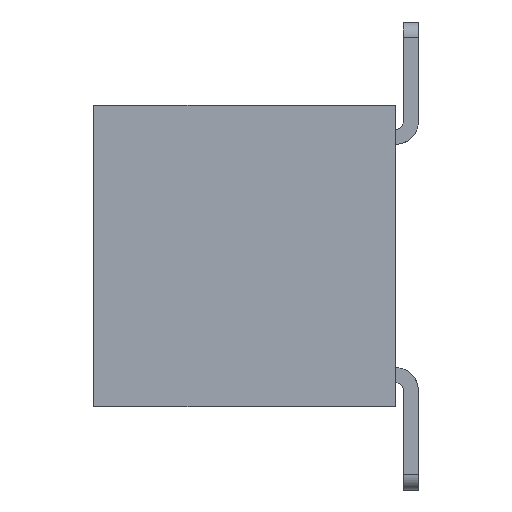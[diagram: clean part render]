
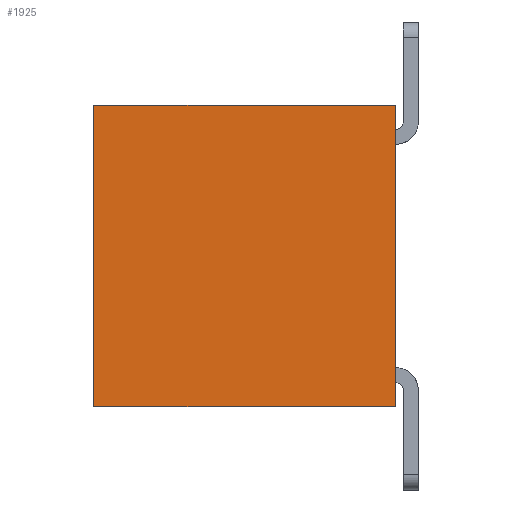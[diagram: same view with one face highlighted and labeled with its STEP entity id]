
A CAD part, left-side view. The second image highlights one B-rep face of the part: STEP entity #1925.
In plain terms, the highlighted planar face has unit normal (-1, 0, 0).
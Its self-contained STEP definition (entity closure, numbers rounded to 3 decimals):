
#1853=CARTESIAN_POINT('',(0.,1.,-0.25));
#1854=VERTEX_POINT('',#1853);
#1862=CARTESIAN_POINT('',(0.,5.,-0.25));
#1863=VERTEX_POINT('',#1862);
#1870=CARTESIAN_POINT('',(0.,5.,-0.25));
#1871=DIRECTION('',(0.,-1.,0.));
#1872=VECTOR('',#1871,4.);
#1873=LINE('',#1870,#1872);
#1874=EDGE_CURVE('',#1863,#1854,#1873,.T.);
#1879=CARTESIAN_POINT('',(0.,3.,-2.25));
#1880=DIRECTION('',(0.,0.,1.));
#1881=DIRECTION('',(-1.,0.,0.));
#1882=AXIS2_PLACEMENT_3D('',#1879,#1881,#1880);
#1883=PLANE('',#1882);
#1884=CARTESIAN_POINT('',(0.,1.,-4.25));
#1885=VERTEX_POINT('',#1884);
#1886=CARTESIAN_POINT('',(0.,1.,-4.075));
#1887=VERTEX_POINT('',#1886);
#1888=CARTESIAN_POINT('',(0.,1.,-4.25));
#1889=DIRECTION('',(0.,0.,1.));
#1890=VECTOR('',#1889,0.175);
#1891=LINE('',#1888,#1890);
#1892=EDGE_CURVE('',#1885,#1887,#1891,.T.);
#1893=ORIENTED_EDGE('',*,*,#1892,.T.);
#1894=CARTESIAN_POINT('',(0.,1.,-0.425));
#1895=VERTEX_POINT('',#1894);
#1896=CARTESIAN_POINT('',(0.,1.,-4.075));
#1897=DIRECTION('',(0.,0.,1.));
#1898=VECTOR('',#1897,3.65);
#1899=LINE('',#1896,#1898);
#1900=EDGE_CURVE('',#1887,#1895,#1899,.T.);
#1901=ORIENTED_EDGE('',*,*,#1900,.T.);
#1902=CARTESIAN_POINT('',(0.,1.,-0.425));
#1903=DIRECTION('',(0.,0.,1.));
#1904=VECTOR('',#1903,0.175);
#1905=LINE('',#1902,#1904);
#1906=EDGE_CURVE('',#1895,#1854,#1905,.T.);
#1907=ORIENTED_EDGE('',*,*,#1906,.T.);
#1908=ORIENTED_EDGE('',*,*,#1874,.F.);
#1909=CARTESIAN_POINT('',(0.,5.,-4.25));
#1910=VERTEX_POINT('',#1909);
#1911=CARTESIAN_POINT('',(0.,5.,-0.25));
#1912=DIRECTION('',(0.,0.,-1.));
#1913=VECTOR('',#1912,4.);
#1914=LINE('',#1911,#1913);
#1915=EDGE_CURVE('',#1863,#1910,#1914,.T.);
#1916=ORIENTED_EDGE('',*,*,#1915,.T.);
#1917=CARTESIAN_POINT('',(0.,5.,-4.25));
#1918=DIRECTION('',(0.,-1.,0.));
#1919=VECTOR('',#1918,4.);
#1920=LINE('',#1917,#1919);
#1921=EDGE_CURVE('',#1910,#1885,#1920,.T.);
#1922=ORIENTED_EDGE('',*,*,#1921,.T.);
#1923=EDGE_LOOP('',(#1893,#1901,#1907,#1908,#1916,#1922));
#1924=FACE_OUTER_BOUND('',#1923,.T.);
#1925=ADVANCED_FACE('',(#1924),#1883,.T.);
